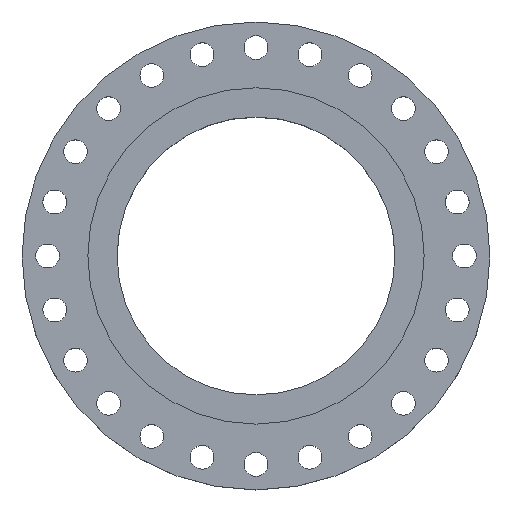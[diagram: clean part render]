
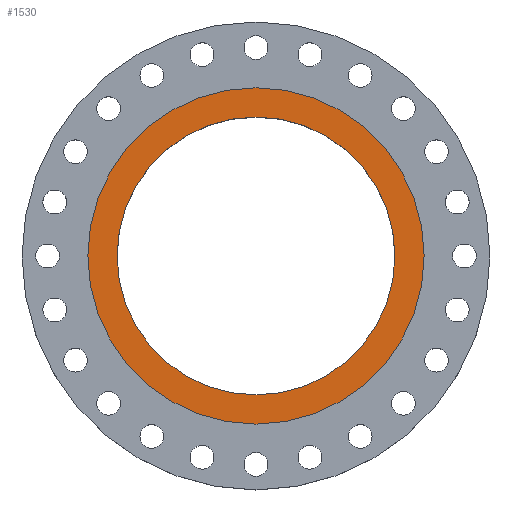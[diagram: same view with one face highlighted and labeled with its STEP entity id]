
A CAD part, top view. The second image highlights one B-rep face of the part: STEP entity #1530.
In plain terms, the highlighted planar face has unit normal (0, 0, 1).
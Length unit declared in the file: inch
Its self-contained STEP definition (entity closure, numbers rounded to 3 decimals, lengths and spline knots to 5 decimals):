
#1 = DIRECTION ( 'NONE',  ( 1., 0., 0. ) ) ;
#8 = CARTESIAN_POINT ( 'NONE',  ( 0., 0., 0. ) ) ;
#33 = AXIS2_PLACEMENT_3D ( 'NONE', #2040, #579, #720 ) ;
#122 = CIRCLE ( 'NONE', #1227, 11.5 ) ;
#182 = VERTEX_POINT ( 'NONE', #2120 ) ;
#192 = AXIS2_PLACEMENT_3D ( 'NONE', #1734, #2166, #1 ) ;
#201 = EDGE_CURVE ( 'NONE', #182, #1114, #122, .T. ) ;
#330 = AXIS2_PLACEMENT_3D ( 'NONE', #1407, #1487, #1104 ) ;
#579 = DIRECTION ( 'NONE',  ( 0., 0., 1. ) ) ;
#613 = ORIENTED_EDGE ( 'NONE', *, *, #1207, .T. ) ;
#627 = ORIENTED_EDGE ( 'NONE', *, *, #937, .F. ) ;
#672 = CARTESIAN_POINT ( 'NONE',  ( -11.5, 0., 0. ) ) ;
#720 = DIRECTION ( 'NONE',  ( 1., 0., 0. ) ) ;
#856 = FACE_BOUND ( 'NONE', #1094, .T. ) ;
#873 = AXIS2_PLACEMENT_3D ( 'NONE', #8, #1435, #1308 ) ;
#937 = EDGE_CURVE ( 'NONE', #1906, #1501, #2022, .T. ) ;
#1070 = FACE_OUTER_BOUND ( 'NONE', #2168, .T. ) ;
#1094 = EDGE_LOOP ( 'NONE', ( #627, #2004 ) ) ;
#1104 = DIRECTION ( 'NONE',  ( -1., 0., 0. ) ) ;
#1114 = VERTEX_POINT ( 'NONE', #672 ) ;
#1153 = DIRECTION ( 'NONE',  ( 0., 0., 1. ) ) ;
#1184 = CARTESIAN_POINT ( 'NONE',  ( 0., 0., 0. ) ) ;
#1207 = EDGE_CURVE ( 'NONE', #1114, #182, #1689, .T. ) ;
#1227 = AXIS2_PLACEMENT_3D ( 'NONE', #1184, #1153, #1570 ) ;
#1243 = CARTESIAN_POINT ( 'NONE',  ( -9.5, 0., 0. ) ) ;
#1308 = DIRECTION ( 'NONE',  ( 1., 0., 0. ) ) ;
#1383 = CARTESIAN_POINT ( 'NONE',  ( 9.5, 0., 0. ) ) ;
#1407 = CARTESIAN_POINT ( 'NONE',  ( 0., 9.5, 0. ) ) ;
#1435 = DIRECTION ( 'NONE',  ( 0., 0., 1. ) ) ;
#1487 = DIRECTION ( 'NONE',  ( 0., 0., -1. ) ) ;
#1501 = VERTEX_POINT ( 'NONE', #1243 ) ;
#1530 = ADVANCED_FACE ( 'NONE', ( #856, #1070 ), #1823, .F. ) ;
#1570 = DIRECTION ( 'NONE',  ( 1., 0., 0. ) ) ;
#1689 = CIRCLE ( 'NONE', #33, 11.5 ) ;
#1734 = CARTESIAN_POINT ( 'NONE',  ( 0., 0., 0. ) ) ;
#1809 = ORIENTED_EDGE ( 'NONE', *, *, #201, .T. ) ;
#1823 = PLANE ( 'NONE',  #330 ) ;
#1880 = EDGE_CURVE ( 'NONE', #1501, #1906, #1919, .T. ) ;
#1906 = VERTEX_POINT ( 'NONE', #1383 ) ;
#1919 = CIRCLE ( 'NONE', #192, 9.5 ) ;
#2004 = ORIENTED_EDGE ( 'NONE', *, *, #1880, .F. ) ;
#2022 = CIRCLE ( 'NONE', #873, 9.5 ) ;
#2040 = CARTESIAN_POINT ( 'NONE',  ( 0., 0., 0. ) ) ;
#2120 = CARTESIAN_POINT ( 'NONE',  ( 11.5, 0., 0. ) ) ;
#2166 = DIRECTION ( 'NONE',  ( 0., 0., 1. ) ) ;
#2168 = EDGE_LOOP ( 'NONE', ( #1809, #613 ) ) ;
